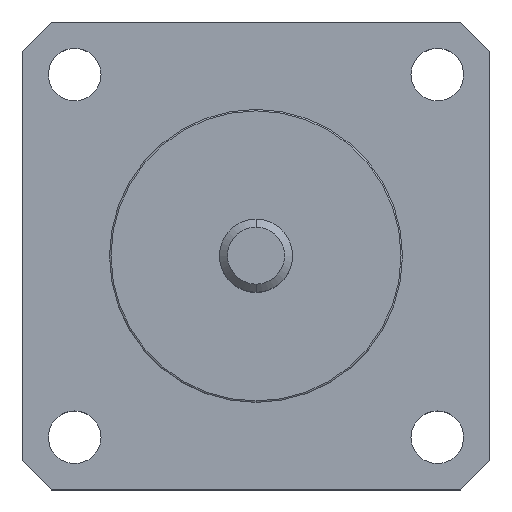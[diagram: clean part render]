
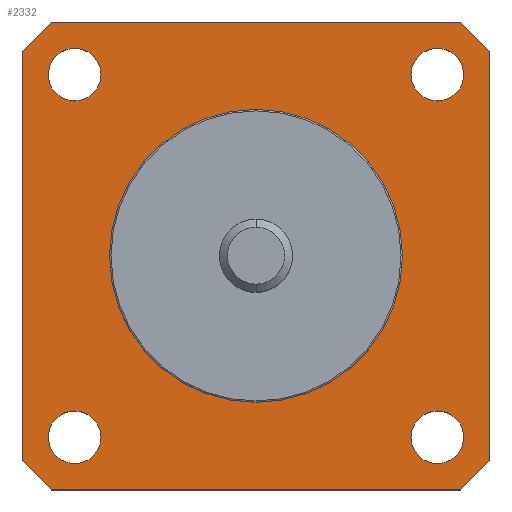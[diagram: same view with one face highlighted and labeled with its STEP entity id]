
A CAD part, top view. The second image highlights one B-rep face of the part: STEP entity #2332.
In plain terms, the highlighted planar face has unit normal (0, 0, 1).
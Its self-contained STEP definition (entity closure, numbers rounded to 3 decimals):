
#91=CARTESIAN_POINT('',(-12.4,12.4,5.));
#92=DIRECTION('',(0.,0.,-1.));
#93=DIRECTION('',(1.,0.,0.));
#94=AXIS2_PLACEMENT_3D('',#91,#92,#93);
#96=CARTESIAN_POINT('',(-12.4,12.4,5.));
#97=DIRECTION('',(0.,0.,-1.));
#98=DIRECTION('',(-1.,0.,0.));
#99=AXIS2_PLACEMENT_3D('',#96,#97,#98);
#101=CARTESIAN_POINT('',(12.4,12.4,5.));
#102=DIRECTION('',(0.,0.,-1.));
#103=DIRECTION('',(1.,0.,0.));
#104=AXIS2_PLACEMENT_3D('',#101,#102,#103);
#106=CARTESIAN_POINT('',(12.4,12.4,5.));
#107=DIRECTION('',(0.,0.,-1.));
#108=DIRECTION('',(-1.,0.,0.));
#109=AXIS2_PLACEMENT_3D('',#106,#107,#108);
#111=CARTESIAN_POINT('',(12.4,-12.4,5.));
#112=DIRECTION('',(0.,0.,-1.));
#113=DIRECTION('',(1.,0.,0.));
#114=AXIS2_PLACEMENT_3D('',#111,#112,#113);
#116=CARTESIAN_POINT('',(12.4,-12.4,5.));
#117=DIRECTION('',(0.,0.,-1.));
#118=DIRECTION('',(-1.,0.,0.));
#119=AXIS2_PLACEMENT_3D('',#116,#117,#118);
#121=CARTESIAN_POINT('',(-12.4,-12.4,5.));
#122=DIRECTION('',(0.,0.,-1.));
#123=DIRECTION('',(1.,0.,0.));
#124=AXIS2_PLACEMENT_3D('',#121,#122,#123);
#126=CARTESIAN_POINT('',(-12.4,-12.4,5.));
#127=DIRECTION('',(0.,0.,-1.));
#128=DIRECTION('',(-1.,0.,0.));
#129=AXIS2_PLACEMENT_3D('',#126,#127,#128);
#131=DIRECTION('',(0.,1.,0.));
#132=VECTOR('',#131,28.);
#133=CARTESIAN_POINT('',(16.,-14.,5.));
#134=LINE('',#133,#132);
#135=DIRECTION('',(0.707,0.707,0.));
#136=VECTOR('',#135,2.828);
#137=CARTESIAN_POINT('',(14.,-16.,5.));
#138=LINE('',#137,#136);
#139=DIRECTION('',(1.,0.,0.));
#140=VECTOR('',#139,28.);
#141=CARTESIAN_POINT('',(-14.,-16.,5.));
#142=LINE('',#141,#140);
#143=DIRECTION('',(0.707,-0.707,0.));
#144=VECTOR('',#143,2.828);
#145=CARTESIAN_POINT('',(-16.,-14.,5.));
#146=LINE('',#145,#144);
#147=DIRECTION('',(0.,-1.,0.));
#148=VECTOR('',#147,28.);
#149=CARTESIAN_POINT('',(-16.,14.,5.));
#150=LINE('',#149,#148);
#151=DIRECTION('',(-0.707,-0.707,0.));
#152=VECTOR('',#151,2.828);
#153=CARTESIAN_POINT('',(-14.,16.,5.));
#154=LINE('',#153,#152);
#155=DIRECTION('',(-1.,0.,0.));
#156=VECTOR('',#155,28.);
#157=CARTESIAN_POINT('',(14.,16.,5.));
#158=LINE('',#157,#156);
#159=DIRECTION('',(-0.707,0.707,0.));
#160=VECTOR('',#159,2.828);
#161=CARTESIAN_POINT('',(16.,14.,5.));
#162=LINE('',#161,#160);
#163=CARTESIAN_POINT('',(0.,0.,5.));
#164=DIRECTION('',(0.,0.,1.));
#165=DIRECTION('',(0.,-1.,0.));
#166=AXIS2_PLACEMENT_3D('',#163,#164,#165);
#168=CARTESIAN_POINT('',(0.,0.,5.));
#169=DIRECTION('',(0.,0.,1.));
#170=DIRECTION('',(0.,1.,0.));
#171=AXIS2_PLACEMENT_3D('',#168,#169,#170);
#1902=CARTESIAN_POINT('',(-10.6,12.4,5.));
#1903=CARTESIAN_POINT('',(-14.2,12.4,5.));
#1904=VERTEX_POINT('',#1902);
#1905=VERTEX_POINT('',#1903);
#1906=CARTESIAN_POINT('',(14.2,12.4,5.));
#1907=CARTESIAN_POINT('',(10.6,12.4,5.));
#1908=VERTEX_POINT('',#1906);
#1909=VERTEX_POINT('',#1907);
#1910=CARTESIAN_POINT('',(14.2,-12.4,5.));
#1911=CARTESIAN_POINT('',(10.6,-12.4,5.));
#1912=VERTEX_POINT('',#1910);
#1913=VERTEX_POINT('',#1911);
#1914=CARTESIAN_POINT('',(-10.6,-12.4,5.));
#1915=CARTESIAN_POINT('',(-14.2,-12.4,5.));
#1916=VERTEX_POINT('',#1914);
#1917=VERTEX_POINT('',#1915);
#1918=CARTESIAN_POINT('',(16.,-14.,5.));
#1919=CARTESIAN_POINT('',(16.,14.,5.));
#1920=VERTEX_POINT('',#1918);
#1921=VERTEX_POINT('',#1919);
#1922=CARTESIAN_POINT('',(14.,16.,5.));
#1923=VERTEX_POINT('',#1922);
#1924=CARTESIAN_POINT('',(-14.,16.,5.));
#1925=VERTEX_POINT('',#1924);
#1926=CARTESIAN_POINT('',(-16.,14.,5.));
#1927=VERTEX_POINT('',#1926);
#1928=CARTESIAN_POINT('',(-16.,-14.,5.));
#1929=VERTEX_POINT('',#1928);
#1930=CARTESIAN_POINT('',(-14.,-16.,5.));
#1931=VERTEX_POINT('',#1930);
#1932=CARTESIAN_POINT('',(14.,-16.,5.));
#1933=VERTEX_POINT('',#1932);
#1958=CARTESIAN_POINT('',(0.,-10.019,5.));
#1959=CARTESIAN_POINT('',(0.,10.019,5.));
#1960=VERTEX_POINT('',#1958);
#1961=VERTEX_POINT('',#1959);
#2281=CARTESIAN_POINT('',(0.,0.,5.));
#2282=DIRECTION('',(0.,0.,1.));
#2283=DIRECTION('',(1.,0.,0.));
#2284=AXIS2_PLACEMENT_3D('',#2281,#2282,#2283);
#2285=PLANE('',#2284);
#2287=ORIENTED_EDGE('',*,*,#2286,.F.);
#2289=ORIENTED_EDGE('',*,*,#2288,.F.);
#2291=ORIENTED_EDGE('',*,*,#2290,.F.);
#2293=ORIENTED_EDGE('',*,*,#2292,.F.);
#2295=ORIENTED_EDGE('',*,*,#2294,.F.);
#2297=ORIENTED_EDGE('',*,*,#2296,.F.);
#2299=ORIENTED_EDGE('',*,*,#2298,.F.);
#2301=ORIENTED_EDGE('',*,*,#2300,.F.);
#2302=EDGE_LOOP('',(#2287,#2289,#2291,#2293,#2295,#2297,#2299,#2301));
#2303=FACE_OUTER_BOUND('',#2302,.F.);
#2305=ORIENTED_EDGE('',*,*,#2304,.F.);
#2307=ORIENTED_EDGE('',*,*,#2306,.F.);
#2308=EDGE_LOOP('',(#2305,#2307));
#2309=FACE_BOUND('',#2308,.F.);
#2311=ORIENTED_EDGE('',*,*,#2310,.F.);
#2313=ORIENTED_EDGE('',*,*,#2312,.F.);
#2314=EDGE_LOOP('',(#2311,#2313));
#2315=FACE_BOUND('',#2314,.F.);
#2317=ORIENTED_EDGE('',*,*,#2316,.F.);
#2319=ORIENTED_EDGE('',*,*,#2318,.F.);
#2320=EDGE_LOOP('',(#2317,#2319));
#2321=FACE_BOUND('',#2320,.F.);
#2322=ORIENTED_EDGE('',*,*,#2261,.F.);
#2323=ORIENTED_EDGE('',*,*,#2275,.F.);
#2324=EDGE_LOOP('',(#2322,#2323));
#2325=FACE_BOUND('',#2324,.F.);
#2327=ORIENTED_EDGE('',*,*,#2326,.T.);
#2329=ORIENTED_EDGE('',*,*,#2328,.T.);
#2330=EDGE_LOOP('',(#2327,#2329));
#2331=FACE_BOUND('',#2330,.F.);
#95=CIRCLE('',#94,1.8);
#100=CIRCLE('',#99,1.8);
#105=CIRCLE('',#104,1.8);
#110=CIRCLE('',#109,1.8);
#115=CIRCLE('',#114,1.8);
#120=CIRCLE('',#119,1.8);
#125=CIRCLE('',#124,1.8);
#130=CIRCLE('',#129,1.8);
#167=CIRCLE('',#166,10.019);
#172=CIRCLE('',#171,10.019);
#2261=EDGE_CURVE('',#1904,#1905,#95,.T.);
#2275=EDGE_CURVE('',#1905,#1904,#100,.T.);
#2286=EDGE_CURVE('',#1920,#1921,#134,.T.);
#2288=EDGE_CURVE('',#1933,#1920,#138,.T.);
#2290=EDGE_CURVE('',#1931,#1933,#142,.T.);
#2292=EDGE_CURVE('',#1929,#1931,#146,.T.);
#2294=EDGE_CURVE('',#1927,#1929,#150,.T.);
#2296=EDGE_CURVE('',#1925,#1927,#154,.T.);
#2298=EDGE_CURVE('',#1923,#1925,#158,.T.);
#2300=EDGE_CURVE('',#1921,#1923,#162,.T.);
#2304=EDGE_CURVE('',#1908,#1909,#105,.T.);
#2306=EDGE_CURVE('',#1909,#1908,#110,.T.);
#2310=EDGE_CURVE('',#1912,#1913,#115,.T.);
#2312=EDGE_CURVE('',#1913,#1912,#120,.T.);
#2316=EDGE_CURVE('',#1916,#1917,#125,.T.);
#2318=EDGE_CURVE('',#1917,#1916,#130,.T.);
#2326=EDGE_CURVE('',#1960,#1961,#167,.T.);
#2328=EDGE_CURVE('',#1961,#1960,#172,.T.);
#2332=ADVANCED_FACE('',(#2303,#2309,#2315,#2321,#2325,#2331),#2285,.T.);
